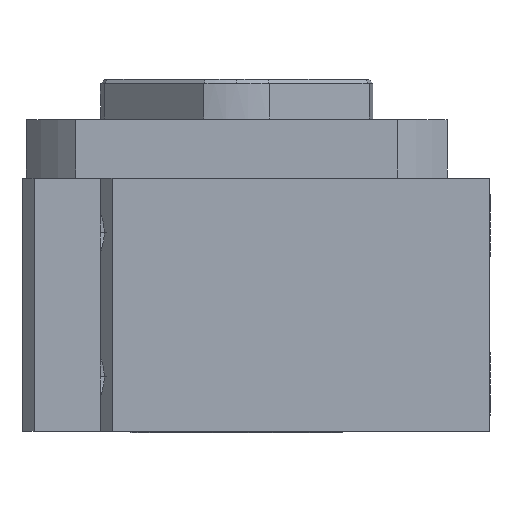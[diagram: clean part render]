
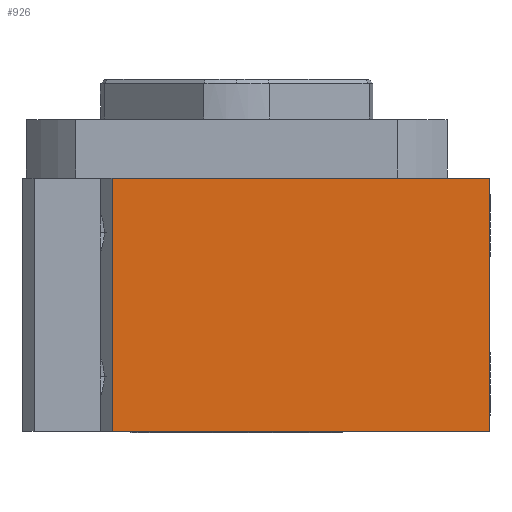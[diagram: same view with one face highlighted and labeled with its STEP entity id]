
A CAD part, left-side view. The second image highlights one B-rep face of the part: STEP entity #926.
In plain terms, the highlighted planar face has unit normal (1, 0, 0).
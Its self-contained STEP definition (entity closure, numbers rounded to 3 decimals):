
#926 = ADVANCED_FACE ( 'NONE', ( #9042 ), #21860, .T. ) ;
#1381 = DIRECTION ( 'NONE',  ( 0., 0., -1. ) ) ;
#1556 = VERTEX_POINT ( 'NONE', #25708 ) ;
#2749 = VECTOR ( 'NONE', #21338, 1000. ) ;
#5307 = LINE ( 'NONE', #7367, #2749 ) ;
#5331 = CARTESIAN_POINT ( 'NONE',  ( -115.572, -96.231, 32.5 ) ) ;
#6190 = EDGE_CURVE ( 'NONE', #7961, #14594, #14777, .T. ) ;
#7367 = CARTESIAN_POINT ( 'NONE',  ( -115.572, -96.231, 0. ) ) ;
#7650 = CARTESIAN_POINT ( 'NONE',  ( -115.572, 0.769, 0. ) ) ;
#7961 = VERTEX_POINT ( 'NONE', #25629 ) ;
#9042 = FACE_OUTER_BOUND ( 'NONE', #12997, .T. ) ;
#9922 = VECTOR ( 'NONE', #22282, 1000. ) ;
#10723 = VECTOR ( 'NONE', #24001, 1000. ) ;
#11226 = EDGE_CURVE ( 'NONE', #1556, #20726, #15376, .T. ) ;
#12102 = CARTESIAN_POINT ( 'NONE',  ( -115.572, 0.769, 32.5 ) ) ;
#12340 = ORIENTED_EDGE ( 'NONE', *, *, #18899, .T. ) ;
#12997 = EDGE_LOOP ( 'NONE', ( #20635, #20590, #12340, #14595 ) ) ;
#14500 = CARTESIAN_POINT ( 'NONE',  ( -115.572, 0.769, -32.5 ) ) ;
#14594 = VERTEX_POINT ( 'NONE', #12102 ) ;
#14595 = ORIENTED_EDGE ( 'NONE', *, *, #11226, .T. ) ;
#14757 = VECTOR ( 'NONE', #22235, 1000. ) ;
#14777 = LINE ( 'NONE', #20184, #14757 ) ;
#15008 = EDGE_CURVE ( 'NONE', #14594, #20726, #22563, .T. ) ;
#15376 = LINE ( 'NONE', #24036, #9922 ) ;
#18899 = EDGE_CURVE ( 'NONE', #7961, #1556, #5307, .T. ) ;
#20184 = CARTESIAN_POINT ( 'NONE',  ( -115.572, -36.231, 32.5 ) ) ;
#20590 = ORIENTED_EDGE ( 'NONE', *, *, #6190, .F. ) ;
#20635 = ORIENTED_EDGE ( 'NONE', *, *, #15008, .F. ) ;
#20726 = VERTEX_POINT ( 'NONE', #14500 ) ;
#21338 = DIRECTION ( 'NONE',  ( 0., 0., -1. ) ) ;
#21860 = PLANE ( 'NONE',  #26231 ) ;
#21941 = DIRECTION ( 'NONE',  ( 1., 0., 0. ) ) ;
#22235 = DIRECTION ( 'NONE',  ( 0., 1., 0. ) ) ;
#22282 = DIRECTION ( 'NONE',  ( 0., 1., 0. ) ) ;
#22563 = LINE ( 'NONE', #7650, #10723 ) ;
#24001 = DIRECTION ( 'NONE',  ( 0., 0., -1. ) ) ;
#24036 = CARTESIAN_POINT ( 'NONE',  ( -115.572, -36.231, -32.5 ) ) ;
#25629 = CARTESIAN_POINT ( 'NONE',  ( -115.572, -96.231, 32.5 ) ) ;
#25708 = CARTESIAN_POINT ( 'NONE',  ( -115.572, -96.231, -32.5 ) ) ;
#26231 = AXIS2_PLACEMENT_3D ( 'NONE', #5331, #21941, #1381 ) ;
